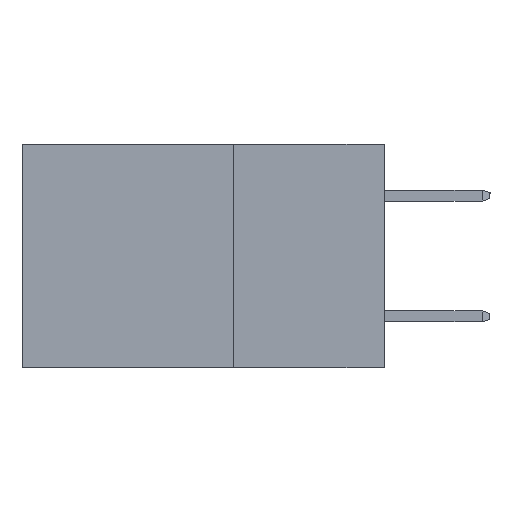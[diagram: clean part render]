
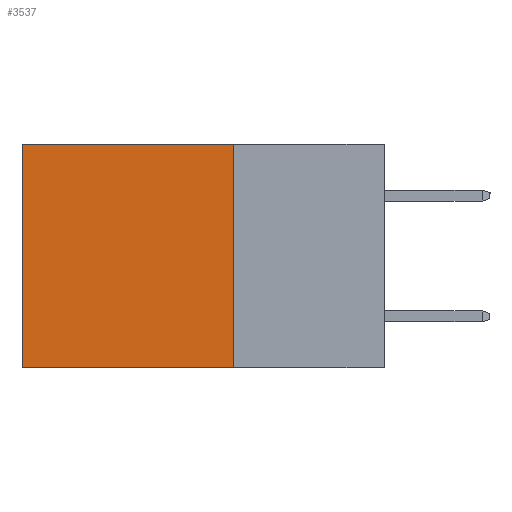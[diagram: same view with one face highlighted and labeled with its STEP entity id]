
A CAD part, left-side view. The second image highlights one B-rep face of the part: STEP entity #3537.
In plain terms, the highlighted planar face has unit normal (-1, 0, 0).
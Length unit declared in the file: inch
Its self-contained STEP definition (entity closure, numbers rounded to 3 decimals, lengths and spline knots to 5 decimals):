
#96 = LINE ( 'NONE', #6800, #8788 ) ;
#485 = DIRECTION ( 'NONE',  ( 0., 0., -1. ) ) ;
#909 = LINE ( 'NONE', #4394, #1032 ) ;
#942 = VERTEX_POINT ( 'NONE', #3334 ) ;
#1032 = VECTOR ( 'NONE', #2663, 39.37008 ) ;
#1704 = EDGE_LOOP ( 'NONE', ( #3570, #6345, #8452, #8411 ) ) ;
#2001 = CARTESIAN_POINT ( 'NONE',  ( 0.2615, 0.6, 0. ) ) ;
#2101 = VERTEX_POINT ( 'NONE', #5795 ) ;
#2209 = EDGE_CURVE ( 'NONE', #4757, #7333, #96, .T. ) ;
#2326 = FACE_OUTER_BOUND ( 'NONE', #1704, .T. ) ;
#2340 = CARTESIAN_POINT ( 'NONE',  ( 0.2615, 0.25, -0.37 ) ) ;
#2663 = DIRECTION ( 'NONE',  ( 0., 0., -1. ) ) ;
#2881 = EDGE_CURVE ( 'NONE', #942, #2101, #7279, .T. ) ;
#3334 = CARTESIAN_POINT ( 'NONE',  ( 0.2615, 0.25, -0.37 ) ) ;
#3537 = ADVANCED_FACE ( 'NONE', ( #2326 ), #10144, .F. ) ;
#3554 = DIRECTION ( 'NONE',  ( 0., 1., 0. ) ) ;
#3570 = ORIENTED_EDGE ( 'NONE', *, *, #3702, .T. ) ;
#3702 = EDGE_CURVE ( 'NONE', #7333, #2101, #909, .T. ) ;
#4394 = CARTESIAN_POINT ( 'NONE',  ( 0.2615, 0.6, -0.37 ) ) ;
#4757 = VERTEX_POINT ( 'NONE', #9582 ) ;
#4816 = LINE ( 'NONE', #5719, #7779 ) ;
#5649 = DIRECTION ( 'NONE',  ( 0., 1., 0. ) ) ;
#5719 = CARTESIAN_POINT ( 'NONE',  ( 0.2615, 0.25, -0.37 ) ) ;
#5795 = CARTESIAN_POINT ( 'NONE',  ( 0.2615, 0.6, -0.37 ) ) ;
#5960 = EDGE_CURVE ( 'NONE', #4757, #942, #4816, .T. ) ;
#6345 = ORIENTED_EDGE ( 'NONE', *, *, #2881, .F. ) ;
#6800 = CARTESIAN_POINT ( 'NONE',  ( 0.2615, 0.25, 0. ) ) ;
#6864 = DIRECTION ( 'NONE',  ( 1., 0., 0. ) ) ;
#7279 = LINE ( 'NONE', #2340, #10061 ) ;
#7333 = VERTEX_POINT ( 'NONE', #2001 ) ;
#7779 = VECTOR ( 'NONE', #485, 39.37008 ) ;
#8411 = ORIENTED_EDGE ( 'NONE', *, *, #2209, .T. ) ;
#8452 = ORIENTED_EDGE ( 'NONE', *, *, #5960, .F. ) ;
#8788 = VECTOR ( 'NONE', #3554, 39.37008 ) ;
#8983 = AXIS2_PLACEMENT_3D ( 'NONE', #9409, #6864, #10310 ) ;
#9409 = CARTESIAN_POINT ( 'NONE',  ( 0.2615, 0.25, -0.37 ) ) ;
#9582 = CARTESIAN_POINT ( 'NONE',  ( 0.2615, 0.25, 0. ) ) ;
#10061 = VECTOR ( 'NONE', #5649, 39.37008 ) ;
#10144 = PLANE ( 'NONE',  #8983 ) ;
#10310 = DIRECTION ( 'NONE',  ( 0., 0., -1. ) ) ;
